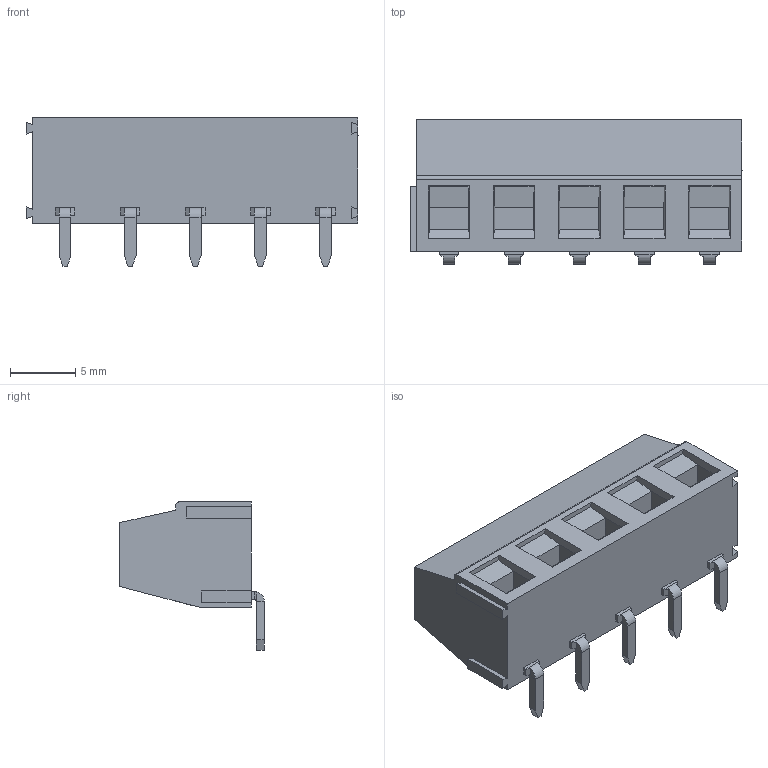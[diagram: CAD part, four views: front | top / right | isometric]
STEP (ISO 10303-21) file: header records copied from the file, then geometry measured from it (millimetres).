
FILE_DESCRIPTION (( 'STEP AP214' ), '1' );
FILE_NAME ('DG127R-5.0-05P-4Y-00AH.STEP', '2021-01-02T23:38:43', ( '' ), ( '' ), 'SwSTEP 2.0', 'SolidWorks 2020', '' );
FILE_SCHEMA (( 'AUTOMOTIVE_DESIGN' ));
Length unit declared in the file: millimetre
Products named in the file (1): DG127R-5.0-05P-4Y-00AH
Bounding box: 25.5 x 11.1 x 11.4 mm (x, y, z)
Volume: 1577.3 mm3; surface area: 1566.4 mm2
Topology: 1 solids, 1 shells, 556 faces, 1466 edges, 959 vertices
Faces by surface type: plane 369, bspline 141, cylinder 31, torus 15
Entity records: 28655 total; most frequent: CARTESIAN_POINT 11191, ORIENTED_EDGE 2932, DIRECTION 2058, EDGE_CURVE 1466, LINE 1022, VECTOR 1022, VERTEX_POINT 959, EDGE_LOOP 603
